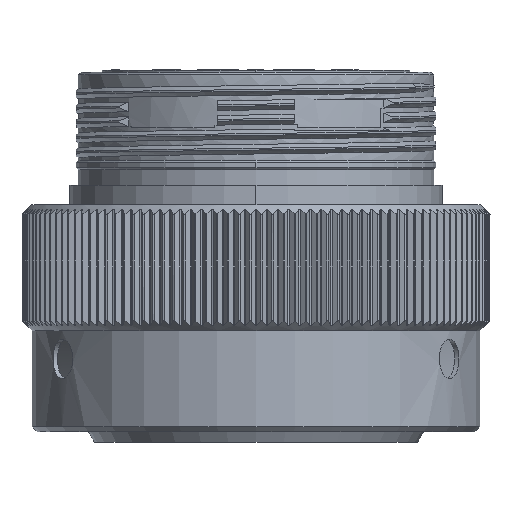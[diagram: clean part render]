
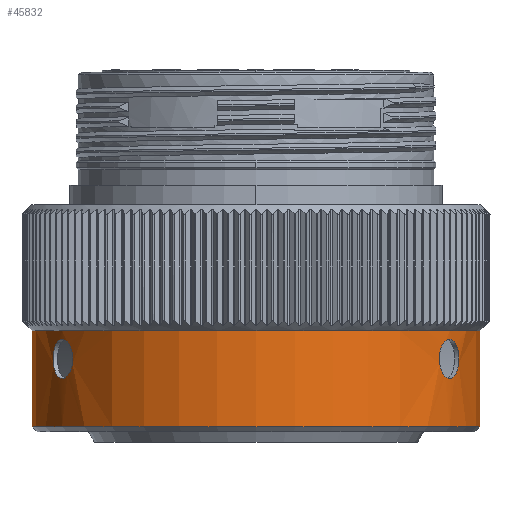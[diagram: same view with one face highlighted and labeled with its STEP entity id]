
A CAD part, left-side view. The second image highlights one B-rep face of the part: STEP entity #45832.
In plain terms, the highlighted cylindrical face has radius 22.85 mm (diameter 45.7 mm), a partial arc.
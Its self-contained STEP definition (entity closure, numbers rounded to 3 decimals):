
#3679=CARTESIAN_POINT('',(0.,0.,-2.64));
#3680=DIRECTION('',(0.,0.,-1.));
#3681=DIRECTION('',(0.,-1.,0.));
#3682=AXIS2_PLACEMENT_3D('',#3679,#3680,#3681);
#13577=DIRECTION('',(0.,0.,-1.));
#13578=VECTOR('',#13577,9.8);
#13579=CARTESIAN_POINT('',(0.,-22.85,-2.64));
#13580=LINE('',#13579,#13578);
#13581=DIRECTION('',(0.,0.,1.));
#13582=VECTOR('',#13581,9.8);
#13583=CARTESIAN_POINT('',(0.,22.85,-12.44));
#13584=LINE('',#13583,#13582);
#13589=CARTESIAN_POINT('',(0.,0.,-12.44));
#13590=DIRECTION('',(0.,0.,1.));
#13591=DIRECTION('',(0.,1.,0.));
#13592=AXIS2_PLACEMENT_3D('',#13589,#13590,#13591);
#22349=CARTESIAN_POINT('',(-11.425,19.789,-3.49));
#22350=CARTESIAN_POINT('',(-11.573,19.703,-3.49));
#22351=CARTESIAN_POINT('',(-11.871,19.527,
-3.533));
#22352=CARTESIAN_POINT('',(-12.3,19.259,
-3.744));
#22353=CARTESIAN_POINT('',(-12.647,19.032,
-4.067));
#22354=CARTESIAN_POINT('',(-12.911,18.853,
-4.484));
#22355=CARTESIAN_POINT('',(-13.076,18.739,
-4.971));
#22356=CARTESIAN_POINT('',(-13.132,18.7,
-5.493));
#22357=CARTESIAN_POINT('',(-13.075,18.74,
-6.014));
#22358=CARTESIAN_POINT('',(-12.91,18.854,
-6.499));
#22359=CARTESIAN_POINT('',(-12.641,19.036,
-6.921));
#22360=CARTESIAN_POINT('',(-12.294,19.263,
-7.24));
#22361=CARTESIAN_POINT('',(-11.871,19.526,
-7.446));
#22362=CARTESIAN_POINT('',(-11.574,19.703,-7.49));
#22363=CARTESIAN_POINT('',(-11.425,19.789,-7.49));
#22369=CARTESIAN_POINT('',(-11.425,19.789,-7.49));
#22370=CARTESIAN_POINT('',(-11.277,19.874,-7.49));
#22371=CARTESIAN_POINT('',(-10.975,20.044,
-7.447));
#22372=CARTESIAN_POINT('',(-10.53,20.281,
-7.238));
#22373=CARTESIAN_POINT('',(-10.16,20.468,
-6.915));
#22374=CARTESIAN_POINT('',(-9.873,20.608,
-6.498));
#22375=CARTESIAN_POINT('',(-9.69,20.694,
-6.011));
#22376=CARTESIAN_POINT('',(-9.628,20.722,
-5.489));
#22377=CARTESIAN_POINT('',(-9.691,20.693,
-4.967));
#22378=CARTESIAN_POINT('',(-9.873,20.608,
-4.481));
#22379=CARTESIAN_POINT('',(-10.165,20.466,
-4.059));
#22380=CARTESIAN_POINT('',(-10.535,20.278,
-3.74));
#22381=CARTESIAN_POINT('',(-10.974,20.044,
-3.534));
#22382=CARTESIAN_POINT('',(-11.276,19.875,-3.49));
#22383=CARTESIAN_POINT('',(-11.425,19.789,-3.49));
#22421=CARTESIAN_POINT('',(-11.425,-19.789,-3.49));
#22422=CARTESIAN_POINT('',(-11.278,-19.873,-3.49));
#22423=CARTESIAN_POINT('',(-10.981,-20.04,
-3.533));
#22424=CARTESIAN_POINT('',(-10.547,-20.272,
-3.733));
#22425=CARTESIAN_POINT('',(-10.177,-20.46,
-4.046));
#22426=CARTESIAN_POINT('',(-9.88,-20.604,
-4.467));
#22427=CARTESIAN_POINT('',(-9.696,-20.691,
-4.948));
#22428=CARTESIAN_POINT('',(-9.628,-20.723,
-5.47));
#22429=CARTESIAN_POINT('',(-9.687,-20.695,
-5.996));
#22430=CARTESIAN_POINT('',(-9.862,-20.613,
-6.477));
#22431=CARTESIAN_POINT('',(-10.158,-20.469,
-6.915));
#22432=CARTESIAN_POINT('',(-10.533,-20.279,
-7.239));
#22433=CARTESIAN_POINT('',(-10.977,-20.043,
-7.447));
#22434=CARTESIAN_POINT('',(-11.277,-19.874,-7.49));
#22435=CARTESIAN_POINT('',(-11.425,-19.789,-7.49));
#22441=CARTESIAN_POINT('',(-11.425,-19.789,-7.49));
#22442=CARTESIAN_POINT('',(-11.573,-19.703,-7.49));
#22443=CARTESIAN_POINT('',(-11.871,-19.527,
-7.447));
#22444=CARTESIAN_POINT('',(-12.3,-19.259,
-7.236));
#22445=CARTESIAN_POINT('',(-12.647,-19.032,
-6.913));
#22446=CARTESIAN_POINT('',(-12.911,-18.853,
-6.496));
#22447=CARTESIAN_POINT('',(-13.076,-18.739,
-6.009));
#22448=CARTESIAN_POINT('',(-13.132,-18.7,
-5.487));
#22449=CARTESIAN_POINT('',(-13.075,-18.74,
-4.965));
#22450=CARTESIAN_POINT('',(-12.91,-18.854,
-4.481));
#22451=CARTESIAN_POINT('',(-12.641,-19.036,
-4.059));
#22452=CARTESIAN_POINT('',(-12.294,-19.263,
-3.74));
#22453=CARTESIAN_POINT('',(-11.871,-19.527,
-3.534));
#22454=CARTESIAN_POINT('',(-11.574,-19.703,-3.49));
#22455=CARTESIAN_POINT('',(-11.425,-19.789,-3.49));
#30348=CARTESIAN_POINT('',(0.,-22.85,-2.64));
#30349=VERTEX_POINT('',#30348);
#30350=CARTESIAN_POINT('',(0.,22.85,-2.64));
#30351=VERTEX_POINT('',#30350);
#31015=CARTESIAN_POINT('',(0.,22.85,-12.44));
#31016=VERTEX_POINT('',#31015);
#31017=CARTESIAN_POINT('',(0.,-22.85,-12.44));
#31018=VERTEX_POINT('',#31017);
#31021=VERTEX_POINT('',#22349);
#31022=VERTEX_POINT('',#22363);
#31023=VERTEX_POINT('',#22421);
#31024=VERTEX_POINT('',#22435);
#45808=CARTESIAN_POINT('',(0.,0.,11.42));
#45809=DIRECTION('',(0.,0.,-1.));
#45810=DIRECTION('',(0.,-1.,0.));
#45811=AXIS2_PLACEMENT_3D('',#45808,#45809,#45810);
#45812=CYLINDRICAL_SURFACE('',#45811,22.85);
#45813=ORIENTED_EDGE('',*,*,#37656,.F.);
#45814=ORIENTED_EDGE('',*,*,#45797,.T.);
#45816=ORIENTED_EDGE('',*,*,#45815,.F.);
#45817=ORIENTED_EDGE('',*,*,#45793,.T.);
#45818=EDGE_LOOP('',(#45813,#45814,#45816,#45817));
#45819=FACE_OUTER_BOUND('',#45818,.F.);
#45821=ORIENTED_EDGE('',*,*,#45820,.F.);
#45823=ORIENTED_EDGE('',*,*,#45822,.F.);
#45824=EDGE_LOOP('',(#45821,#45823));
#45825=FACE_BOUND('',#45824,.F.);
#45827=ORIENTED_EDGE('',*,*,#45826,.F.);
#45829=ORIENTED_EDGE('',*,*,#45828,.F.);
#45830=EDGE_LOOP('',(#45827,#45829));
#45831=FACE_BOUND('',#45830,.F.);
#45832=ADVANCED_FACE('',(#45819,#45825,#45831),#45812,.T.);
#3683=CIRCLE('',#3682,22.85);
#13593=CIRCLE('',#13592,22.85);
#22364=B_SPLINE_CURVE_WITH_KNOTS('',3,(#22349,#22350,#22351,#22352,#22353,
#22354,#22355,#22356,#22357,#22358,#22359,#22360,#22361,#22362,#22363),
.UNSPECIFIED.,.F.,.F.,(4,1,1,1,1,1,1,1,1,1,1,1,4),(0.,0.083,
0.167,0.25,0.333,0.417,0.5,
0.583,0.667,0.75,0.833,0.917,
1.),.UNSPECIFIED.);
#22384=B_SPLINE_CURVE_WITH_KNOTS('',3,(#22369,#22370,#22371,#22372,#22373,
#22374,#22375,#22376,#22377,#22378,#22379,#22380,#22381,#22382,#22383),
.UNSPECIFIED.,.F.,.F.,(4,1,1,1,1,1,1,1,1,1,1,1,4),(0.,0.083,
0.167,0.25,0.333,0.417,0.5,
0.583,0.667,0.75,0.833,0.917,
1.),.UNSPECIFIED.);
#22436=B_SPLINE_CURVE_WITH_KNOTS('',3,(#22421,#22422,#22423,#22424,#22425,
#22426,#22427,#22428,#22429,#22430,#22431,#22432,#22433,#22434,#22435),
.UNSPECIFIED.,.F.,.F.,(4,1,1,1,1,1,1,1,1,1,1,1,4),(0.,0.083,
0.167,0.25,0.333,0.417,0.5,
0.583,0.667,0.75,0.833,0.917,
1.),.UNSPECIFIED.);
#22456=B_SPLINE_CURVE_WITH_KNOTS('',3,(#22441,#22442,#22443,#22444,#22445,
#22446,#22447,#22448,#22449,#22450,#22451,#22452,#22453,#22454,#22455),
.UNSPECIFIED.,.F.,.F.,(4,1,1,1,1,1,1,1,1,1,1,1,4),(0.,0.083,
0.167,0.25,0.333,0.417,0.5,
0.583,0.667,0.75,0.833,0.917,
1.),.UNSPECIFIED.);
#37656=EDGE_CURVE('',#30349,#30351,#3683,.T.);
#45793=EDGE_CURVE('',#31016,#30351,#13584,.T.);
#45797=EDGE_CURVE('',#30349,#31018,#13580,.T.);
#45815=EDGE_CURVE('',#31016,#31018,#13593,.T.);
#45820=EDGE_CURVE('',#31021,#31022,#22364,.T.);
#45822=EDGE_CURVE('',#31022,#31021,#22384,.T.);
#45826=EDGE_CURVE('',#31023,#31024,#22436,.T.);
#45828=EDGE_CURVE('',#31024,#31023,#22456,.T.);
